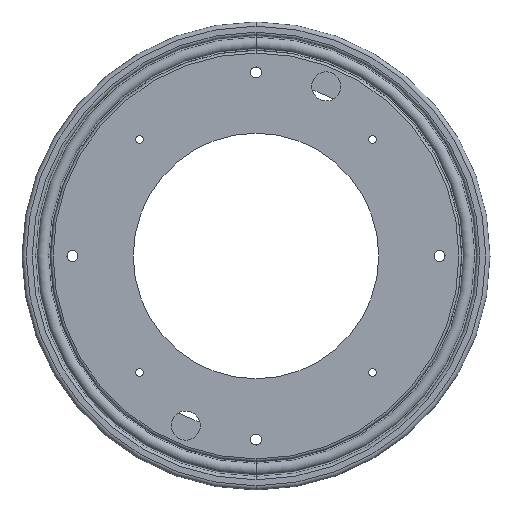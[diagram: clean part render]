
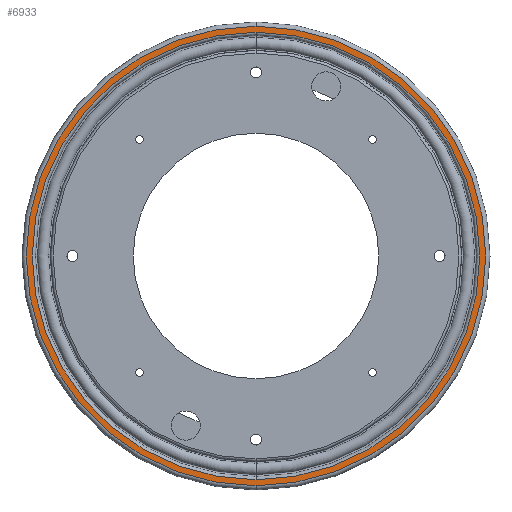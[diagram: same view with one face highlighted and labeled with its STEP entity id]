
A CAD part, front view. The second image highlights one B-rep face of the part: STEP entity #6933.
In plain terms, the highlighted planar face has unit normal (0, -1, 0).
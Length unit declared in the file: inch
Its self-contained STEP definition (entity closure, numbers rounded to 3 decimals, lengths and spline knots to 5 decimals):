
#360 = EDGE_LOOP ( 'NONE', ( #720, #1133 ) ) ;
#408 = VERTEX_POINT ( 'NONE', #2673 ) ;
#512 = ORIENTED_EDGE ( 'NONE', *, *, #4071, .T. ) ;
#720 = ORIENTED_EDGE ( 'NONE', *, *, #4284, .T. ) ;
#729 = VERTEX_POINT ( 'NONE', #2336 ) ;
#753 = VERTEX_POINT ( 'NONE', #2283 ) ;
#941 = VERTEX_POINT ( 'NONE', #2205 ) ;
#1133 = ORIENTED_EDGE ( 'NONE', *, *, #3813, .T. ) ;
#1242 = EDGE_LOOP ( 'NONE', ( #1426, #512 ) ) ;
#1426 = ORIENTED_EDGE ( 'NONE', *, *, #3453, .T. ) ;
#2191 = DIRECTION ( 'NONE',  ( 0., 1., 0. ) ) ;
#2198 = CARTESIAN_POINT ( 'NONE',  ( 0., 0., 0. ) ) ;
#2199 = DIRECTION ( 'NONE',  ( 0., -1., 0. ) ) ;
#2200 = DIRECTION ( 'NONE',  ( 0., 0., -1. ) ) ;
#2205 = CARTESIAN_POINT ( 'NONE',  ( 0., 0., -5.76931 ) ) ;
#2213 = DIRECTION ( 'NONE',  ( 0., 0., 1. ) ) ;
#2283 = CARTESIAN_POINT ( 'NONE',  ( 0., 0., -5.92431 ) ) ;
#2336 = CARTESIAN_POINT ( 'NONE',  ( 0., 0., 5.92431 ) ) ;
#2609 = CARTESIAN_POINT ( 'NONE',  ( 0., 0., 0. ) ) ;
#2673 = CARTESIAN_POINT ( 'NONE',  ( 0., 0., 5.76931 ) ) ;
#3453 = EDGE_CURVE ( 'NONE', #753, #729, #6789, .T. ) ;
#3813 = EDGE_CURVE ( 'NONE', #941, #408, #6557, .T. ) ;
#4071 = EDGE_CURVE ( 'NONE', #729, #753, #6617, .T. ) ;
#4284 = EDGE_CURVE ( 'NONE', #408, #941, #6407, .T. ) ;
#4355 = AXIS2_PLACEMENT_3D ( 'NONE', #2609, #2191, #2213 ) ;
#4369 = AXIS2_PLACEMENT_3D ( 'NONE', #2198, #2199, #2200 ) ;
#4453 = AXIS2_PLACEMENT_3D ( 'NONE', #5142, #5191, #5088 ) ;
#4551 = AXIS2_PLACEMENT_3D ( 'NONE', #4942, #4937, #4936 ) ;
#4666 = CARTESIAN_POINT ( 'NONE',  ( 5.9394, 0., 0. ) ) ;
#4936 = DIRECTION ( 'NONE',  ( 0., 0., 1. ) ) ;
#4937 = DIRECTION ( 'NONE',  ( 0., 1., 0. ) ) ;
#4942 = CARTESIAN_POINT ( 'NONE',  ( 0., 0., 0. ) ) ;
#5088 = DIRECTION ( 'NONE',  ( 0., 0., -1. ) ) ;
#5142 = CARTESIAN_POINT ( 'NONE',  ( 0., 0., 0. ) ) ;
#5180 = DIRECTION ( 'NONE',  ( 0., 1., 0. ) ) ;
#5184 = DIRECTION ( 'NONE',  ( 0., 0., 1. ) ) ;
#5191 = DIRECTION ( 'NONE',  ( 0., -1., 0. ) ) ;
#5341 = PLANE ( 'NONE',  #8811 ) ;
#6278 = FACE_BOUND ( 'NONE', #360, .T. ) ;
#6279 = FACE_OUTER_BOUND ( 'NONE', #1242, .T. ) ;
#6407 = CIRCLE ( 'NONE', #4551, 5.76931 ) ;
#6557 = CIRCLE ( 'NONE', #4355, 5.76931 ) ;
#6617 = CIRCLE ( 'NONE', #4453, 5.92431 ) ;
#6789 = CIRCLE ( 'NONE', #4369, 5.92431 ) ;
#6933 = ADVANCED_FACE ( 'NONE', ( #6279, #6278 ), #5341, .F. ) ;
#8811 = AXIS2_PLACEMENT_3D ( 'NONE', #4666, #5180, #5184 ) ;
